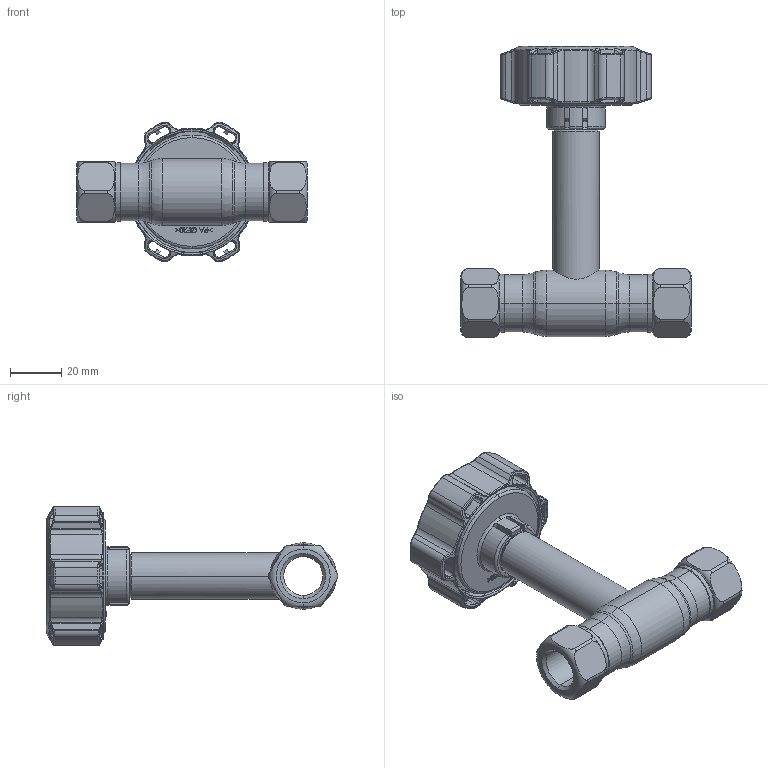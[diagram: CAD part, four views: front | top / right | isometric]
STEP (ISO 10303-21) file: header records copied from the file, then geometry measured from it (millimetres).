
FILE_DESCRIPTION (( 'STEP AP214' ), '1' );
FILE_NAME ('1010002001-1200.step', '2024-01-16T11:09:16', ( '' ), ( '' ), 'SwSTEP 2.0', 'SolidWorks 2021', '' );
FILE_SCHEMA (( 'AUTOMOTIVE_DESIGN' ));
Length unit declared in the file: millimetre
Products named in the file (1): 1010002001-1200
Bounding box: 90 x 113.9 x 54.57 mm (x, y, z)
Surface area: 26975.6 mm2 (no closed solid volume)
Topology: 0 solids, 8 shells, 544 faces, 1541 edges, 984 vertices
Faces by surface type: bspline 169, cylinder 138, plane 102, torus 85, cone 50
Entity records: 33344 total; most frequent: CARTESIAN_POINT 14838, ORIENTED_EDGE 2786, DIRECTION 2213, EDGE_CURVE 1541, VERTEX_POINT 984, AXIS2_PLACEMENT_3D 886, EDGE_LOOP 577, B_SPLINE_CURVE_WITH_KNOTS 560
